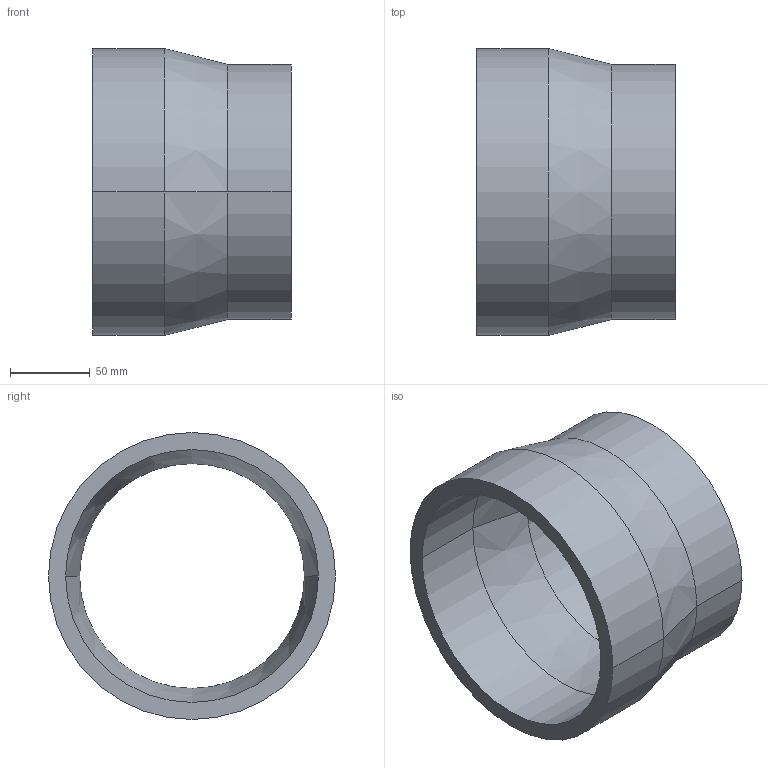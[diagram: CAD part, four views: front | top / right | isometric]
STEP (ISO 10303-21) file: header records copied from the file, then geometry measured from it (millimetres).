
FILE_DESCRIPTION( ( '' ), '1' );
FILE_NAME( 'AGRU_25009181617_PE_100_schwarz_Reduktion_konzentrisch_180_160__SDR17__ISO_S-8_05.stp', '2018-01-02T09:43:21', ( '' ), ( '' ), ' ', ' ', ' ' );
FILE_SCHEMA( ( 'automotive_design' ) );
Length unit declared in the file: millimetre
Products named in the file (1): 1
Bounding box: 124.5 x 180 x 180 mm (x, y, z)
Volume: 636406 mm3; surface area: 136682.1 mm2
Topology: 1 solids, 1 shells, 14 faces, 28 edges, 16 vertices
Faces by surface type: cylinder 8, cone 4, plane 2
Entity records: 724 total; most frequent: DIRECTION 74, STYLED_ITEM 59, PRESENTATION_STYLE_ASSIGNMENT 59, CARTESIAN_POINT 59, COLOUR_RGB 59, ORIENTED_EDGE 56, AXIS2_PLACEMENT_3D 31, EDGE_CURVE 28
